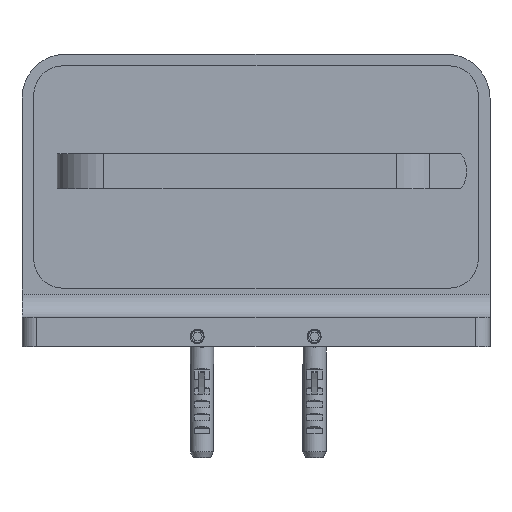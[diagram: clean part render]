
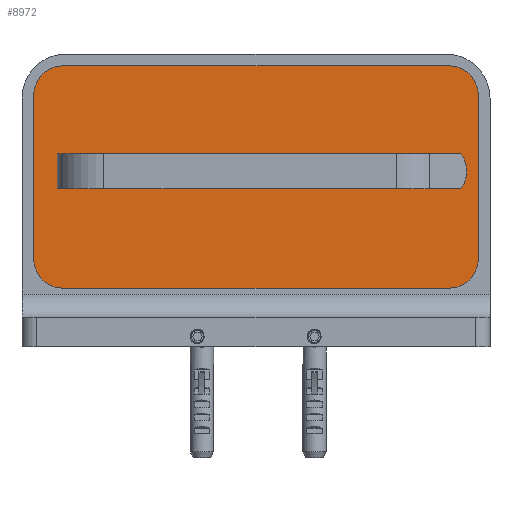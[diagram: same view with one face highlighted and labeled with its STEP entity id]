
A CAD part, front view. The second image highlights one B-rep face of the part: STEP entity #8972.
In plain terms, the highlighted planar face has unit normal (0, -1, 0).
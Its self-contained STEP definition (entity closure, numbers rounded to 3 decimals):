
#75=FACE_BOUND('',#1282,.T.);
#283=PLANE('',#9543);
#754=FACE_OUTER_BOUND('',#1281,.T.);
#1281=EDGE_LOOP('',(#7383,#7384,#7385,#7386,#7387,#7388,#7389,#7390));
#1282=EDGE_LOOP('',(#7391,#7392,#7393,#7394));
#1653=CIRCLE('',#9533,10.);
#1654=CIRCLE('',#9536,10.);
#1655=CIRCLE('',#9539,10.);
#1656=CIRCLE('',#9542,10.);
#2519=LINE('',#44140,#3223);
#2522=LINE('',#44148,#3226);
#2525=LINE('',#44156,#3229);
#2528=LINE('',#44164,#3232);
#2530=LINE('',#44171,#3234);
#2531=LINE('',#44173,#3235);
#2532=LINE('',#44175,#3236);
#2533=LINE('',#44176,#3237);
#3223=VECTOR('',#10878,132.);
#3226=VECTOR('',#10887,56.);
#3229=VECTOR('',#10896,132.);
#3232=VECTOR('',#10905,56.);
#3234=VECTOR('',#10913,60.);
#3235=VECTOR('',#10914,10.);
#3236=VECTOR('',#10915,60.);
#3237=VECTOR('',#10916,10.);
#4085=VERTEX_POINT('',#44137);
#4086=VERTEX_POINT('',#44139);
#4087=VERTEX_POINT('',#44143);
#4088=VERTEX_POINT('',#44147);
#4089=VERTEX_POINT('',#44151);
#4090=VERTEX_POINT('',#44155);
#4091=VERTEX_POINT('',#44159);
#4092=VERTEX_POINT('',#44163);
#4093=VERTEX_POINT('',#44169);
#4094=VERTEX_POINT('',#44170);
#4095=VERTEX_POINT('',#44172);
#4096=VERTEX_POINT('',#44174);
#5239=EDGE_CURVE('',#4086,#4085,#2519,.T.);
#5241=EDGE_CURVE('',#4087,#4086,#1653,.T.);
#5243=EDGE_CURVE('',#4088,#4087,#2522,.T.);
#5245=EDGE_CURVE('',#4089,#4088,#1654,.T.);
#5247=EDGE_CURVE('',#4090,#4089,#2525,.T.);
#5249=EDGE_CURVE('',#4091,#4090,#1655,.T.);
#5251=EDGE_CURVE('',#4092,#4091,#2528,.T.);
#5253=EDGE_CURVE('',#4085,#4092,#1656,.T.);
#5254=EDGE_CURVE('',#4093,#4094,#2530,.T.);
#5255=EDGE_CURVE('',#4095,#4093,#2531,.T.);
#5256=EDGE_CURVE('',#4096,#4095,#2532,.T.);
#5257=EDGE_CURVE('',#4094,#4096,#2533,.T.);
#7383=ORIENTED_EDGE('',*,*,#5239,.T.);
#7384=ORIENTED_EDGE('',*,*,#5253,.T.);
#7385=ORIENTED_EDGE('',*,*,#5251,.T.);
#7386=ORIENTED_EDGE('',*,*,#5249,.T.);
#7387=ORIENTED_EDGE('',*,*,#5247,.T.);
#7388=ORIENTED_EDGE('',*,*,#5245,.T.);
#7389=ORIENTED_EDGE('',*,*,#5243,.T.);
#7390=ORIENTED_EDGE('',*,*,#5241,.T.);
#7391=ORIENTED_EDGE('',*,*,#5254,.F.);
#7392=ORIENTED_EDGE('',*,*,#5255,.F.);
#7393=ORIENTED_EDGE('',*,*,#5256,.F.);
#7394=ORIENTED_EDGE('',*,*,#5257,.F.);
#8972=ADVANCED_FACE('',(#754,#75),#283,.T.);
#9533=AXIS2_PLACEMENT_3D('',#44144,#10882,#10883);
#9536=AXIS2_PLACEMENT_3D('',#44152,#10891,#10892);
#9539=AXIS2_PLACEMENT_3D('',#44160,#10900,#10901);
#9542=AXIS2_PLACEMENT_3D('',#44167,#10909,#10910);
#9543=AXIS2_PLACEMENT_3D('',#44168,#10911,#10912);
#10878=DIRECTION('',(1.,0.,0.));
#10882=DIRECTION('center_axis',(0.,-1.,0.));
#10883=DIRECTION('ref_axis',(-1.,0.,0.));
#10887=DIRECTION('',(0.,0.,-1.));
#10891=DIRECTION('center_axis',(0.,-1.,0.));
#10892=DIRECTION('ref_axis',(0.,0.,1.));
#10896=DIRECTION('',(-1.,0.,0.));
#10900=DIRECTION('center_axis',(0.,-1.,0.));
#10901=DIRECTION('ref_axis',(1.,0.,0.));
#10905=DIRECTION('',(0.,0.,1.));
#10909=DIRECTION('center_axis',(0.,-1.,0.));
#10910=DIRECTION('ref_axis',(0.,0.,-1.));
#10911=DIRECTION('center_axis',(0.,-1.,0.));
#10912=DIRECTION('ref_axis',(-1.,0.,0.));
#10913=DIRECTION('',(1.,0.,0.));
#10914=DIRECTION('',(0.,0.,-1.));
#10915=DIRECTION('',(-1.,0.,0.));
#10916=DIRECTION('',(0.,0.,1.));
#44137=CARTESIAN_POINT('',(66.,-3.,20.));
#44139=CARTESIAN_POINT('',(-66.,-3.,20.));
#44140=CARTESIAN_POINT('',(-66.,-3.,20.));
#44143=CARTESIAN_POINT('',(-76.,-3.,30.));
#44144=CARTESIAN_POINT('Origin',(-66.,-3.,30.));
#44147=CARTESIAN_POINT('',(-76.,-3.,86.));
#44148=CARTESIAN_POINT('',(-76.,-3.,86.));
#44151=CARTESIAN_POINT('',(-66.,-3.,96.));
#44152=CARTESIAN_POINT('Origin',(-66.,-3.,86.));
#44155=CARTESIAN_POINT('',(66.,-3.,96.));
#44156=CARTESIAN_POINT('',(66.,-3.,96.));
#44159=CARTESIAN_POINT('',(76.,-3.,86.));
#44160=CARTESIAN_POINT('Origin',(66.,-3.,86.));
#44163=CARTESIAN_POINT('',(76.,-3.,30.));
#44164=CARTESIAN_POINT('',(76.,-3.,30.));
#44167=CARTESIAN_POINT('Origin',(66.,-3.,30.));
#44168=CARTESIAN_POINT('Origin',(-80.,-3.,0.));
#44169=CARTESIAN_POINT('',(-30.,-3.,55.));
#44170=CARTESIAN_POINT('',(30.,-3.,55.));
#44171=CARTESIAN_POINT('',(-30.,-3.,55.));
#44172=CARTESIAN_POINT('',(-30.,-3.,65.));
#44173=CARTESIAN_POINT('',(-30.,-3.,65.));
#44174=CARTESIAN_POINT('',(30.,-3.,65.));
#44175=CARTESIAN_POINT('',(30.,-3.,65.));
#44176=CARTESIAN_POINT('',(30.,-3.,55.));
